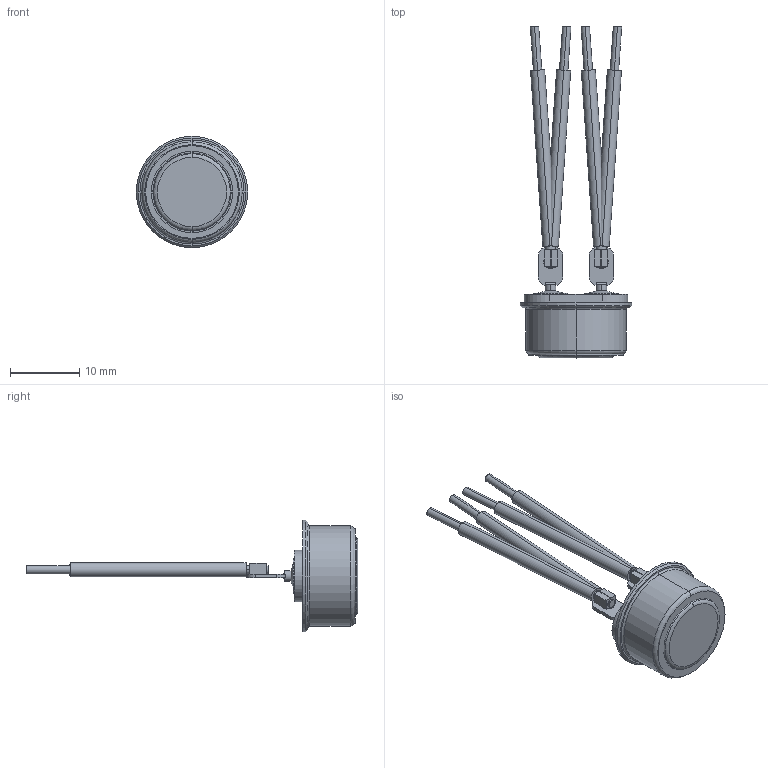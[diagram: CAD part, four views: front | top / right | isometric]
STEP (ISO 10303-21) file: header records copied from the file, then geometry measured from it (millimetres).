
FILE_DESCRIPTION (( 'STEP AP214' ), '1' );
FILE_NAME ('4344-358.STEP', '2021-07-21T03:40:24', ( '' ), ( '' ), 'SwSTEP 2.0', 'SolidWorks 2020', '' );
FILE_SCHEMA (( 'AUTOMOTIVE_DESIGN' ));
Length unit declared in the file: inch
Products named in the file (1): 4344-358
Bounding box: 16.07 x 47.86 x 16.07 mm (x, y, z)
Volume: 1861.2 mm3; surface area: 2940.3 mm2
Topology: 8 solids, 9 shells, 579 faces, 1507 edges, 986 vertices
Faces by surface type: plane 264, bspline 177, cylinder 88, torus 44, cone 6
Entity records: 29990 total; most frequent: CARTESIAN_POINT 9230, ORIENTED_EDGE 3014, DIRECTION 2211, EDGE_CURVE 1507, VERTEX_POINT 986, LINE 877, VECTOR 877, AXIS2_PLACEMENT_3D 667
